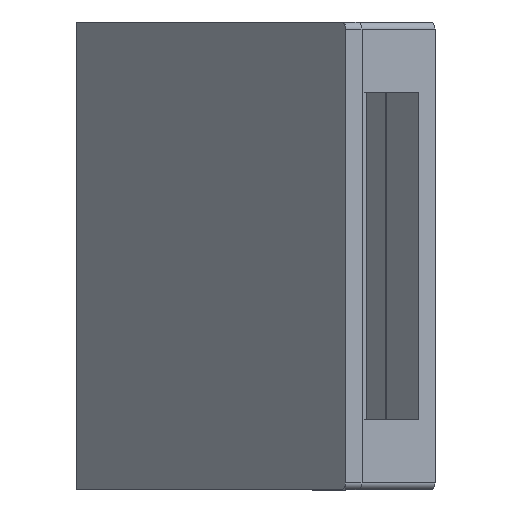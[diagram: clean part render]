
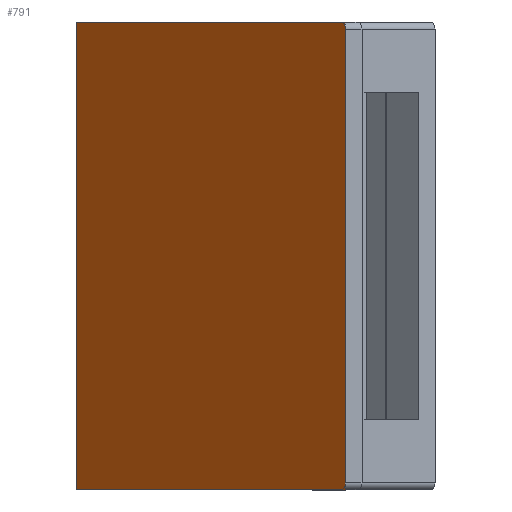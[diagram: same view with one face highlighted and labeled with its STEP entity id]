
A CAD part, front view. The second image highlights one B-rep face of the part: STEP entity #791.
In plain terms, the highlighted planar face has unit normal (-0.707, -0.707, 0).
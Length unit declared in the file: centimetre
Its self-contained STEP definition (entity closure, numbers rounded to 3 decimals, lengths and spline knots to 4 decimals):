
#88=FACE_OUTER_BOUND('',#130,.T.);
#130=EDGE_LOOP('',(#718,#719,#720,#721));
#226=LINE('',#1319,#325);
#227=LINE('',#1321,#326);
#228=LINE('',#1323,#327);
#229=LINE('',#1324,#328);
#325=VECTOR('',#1081,1.);
#326=VECTOR('',#1082,1.);
#327=VECTOR('',#1083,1.);
#328=VECTOR('',#1084,1.);
#410=VERTEX_POINT('',#1317);
#411=VERTEX_POINT('',#1318);
#412=VERTEX_POINT('',#1320);
#413=VERTEX_POINT('',#1322);
#525=EDGE_CURVE('',#410,#411,#226,.T.);
#526=EDGE_CURVE('',#411,#412,#227,.T.);
#527=EDGE_CURVE('',#412,#413,#228,.T.);
#528=EDGE_CURVE('',#413,#410,#229,.T.);
#718=ORIENTED_EDGE('',*,*,#525,.T.);
#719=ORIENTED_EDGE('',*,*,#526,.T.);
#720=ORIENTED_EDGE('',*,*,#527,.T.);
#721=ORIENTED_EDGE('',*,*,#528,.T.);
#752=PLANE('',#873);
#791=ADVANCED_FACE('',(#88),#752,.T.);
#873=AXIS2_PLACEMENT_3D('',#1316,#1079,#1080);
#1079=DIRECTION('center_axis',(-0.707,-0.707,0.));
#1080=DIRECTION('ref_axis',(0.,0.,1.));
#1081=DIRECTION('',(0.,0.,1.));
#1082=DIRECTION('',(-0.707,0.707,0.));
#1083=DIRECTION('',(0.,0.,-1.));
#1084=DIRECTION('',(0.707,-0.707,0.));
#1316=CARTESIAN_POINT('Origin',(-0.7152,-5.1505,1.));
#1317=CARTESIAN_POINT('',(-0.1414,-5.7243,0.));
#1318=CARTESIAN_POINT('',(-0.1414,-5.7243,2.));
#1319=CARTESIAN_POINT('',(-0.1414,-5.7243,0.));
#1320=CARTESIAN_POINT('',(-1.2889,-4.5768,2.));
#1321=CARTESIAN_POINT('',(-0.2828,-5.5828,2.));
#1322=CARTESIAN_POINT('',(-1.2889,-4.5768,0.));
#1323=CARTESIAN_POINT('',(-1.2889,-4.5768,0.));
#1324=CARTESIAN_POINT('',(-1.1828,-4.6828,0.));
